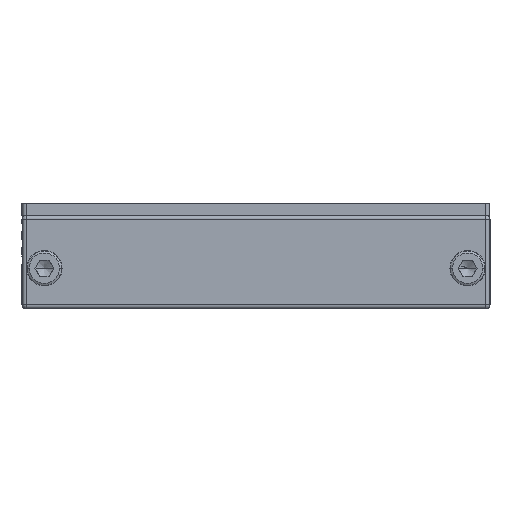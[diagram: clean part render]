
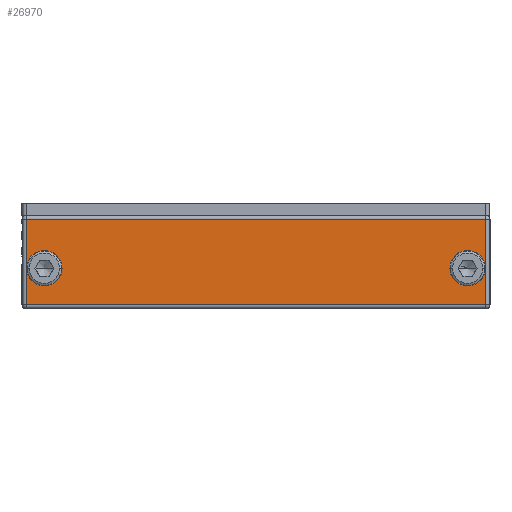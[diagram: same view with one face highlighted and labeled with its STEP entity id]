
A CAD part, left-side view. The second image highlights one B-rep face of the part: STEP entity #26970.
In plain terms, the highlighted planar face has unit normal (-1, 0, 0).
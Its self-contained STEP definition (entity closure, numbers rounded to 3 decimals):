
#26156=CARTESIAN_POINT('',(0.,-56.35,10.));
#26157=VERTEX_POINT('',#26156);
#26166=CARTESIAN_POINT('',(0.,-47.65,10.));
#26167=VERTEX_POINT('',#26166);
#26168=CARTESIAN_POINT('',(0.,-52.,10.));
#26169=DIRECTION('',(1.0,0.0,0.0));
#26170=DIRECTION('',(0.0,-1.0,0.0));
#26171=AXIS2_PLACEMENT_3D('',#26168,#26169,#26170);
#26172=CIRCLE('',#26171,4.35);
#26173=EDGE_CURVE('',#26167,#26157,#26172,.T.);
#26198=CARTESIAN_POINT('',(0.,47.65,10.));
#26199=VERTEX_POINT('',#26198);
#26208=CARTESIAN_POINT('',(0.,56.35,10.));
#26209=VERTEX_POINT('',#26208);
#26210=CARTESIAN_POINT('',(0.,52.,10.));
#26211=DIRECTION('',(1.0,0.0,0.0));
#26212=DIRECTION('',(0.0,-1.0,0.0));
#26213=AXIS2_PLACEMENT_3D('',#26210,#26211,#26212);
#26214=CIRCLE('',#26213,4.35);
#26215=EDGE_CURVE('',#26209,#26199,#26214,.T.);
#26600=CARTESIAN_POINT('',(0.,56.5,1.));
#26601=VERTEX_POINT('',#26600);
#26619=CARTESIAN_POINT('',(0.,-56.5,1.));
#26620=VERTEX_POINT('',#26619);
#26628=CARTESIAN_POINT('',(0.,-56.5,1.));
#26629=DIRECTION('',(0.0,1.0,0.0));
#26630=VECTOR('',#26629,113.);
#26631=LINE('',#26628,#26630);
#26632=EDGE_CURVE('',#26620,#26601,#26631,.T.);
#26659=CARTESIAN_POINT('',(0.,-56.5,22.));
#26660=VERTEX_POINT('',#26659);
#26668=CARTESIAN_POINT('',(0.,-56.5,22.));
#26669=DIRECTION('',(0.0,0.0,-1.0));
#26670=VECTOR('',#26669,21.);
#26671=LINE('',#26668,#26670);
#26672=EDGE_CURVE('',#26660,#26620,#26671,.T.);
#26699=CARTESIAN_POINT('',(0.,56.5,22.));
#26700=VERTEX_POINT('',#26699);
#26708=CARTESIAN_POINT('',(0.,56.5,22.));
#26709=DIRECTION('',(0.0,-1.0,0.0));
#26710=VECTOR('',#26709,113.);
#26711=LINE('',#26708,#26710);
#26712=EDGE_CURVE('',#26700,#26660,#26711,.T.);
#26763=CARTESIAN_POINT('',(0.,56.5,1.));
#26764=DIRECTION('',(0.0,0.0,1.0));
#26765=VECTOR('',#26764,21.);
#26766=LINE('',#26763,#26765);
#26767=EDGE_CURVE('',#26601,#26700,#26766,.T.);
#26939=CARTESIAN_POINT('',(0.,0.,11.5));
#26940=DIRECTION('',(-1.0,0.0,0.0));
#26941=DIRECTION('',(0.0,-1.0,0.0));
#26942=AXIS2_PLACEMENT_3D('',#26939,#26940,#26941);
#26943=PLANE('',#26942);
#26944=ORIENTED_EDGE('',*,*,#26632,.F.);
#26945=ORIENTED_EDGE('',*,*,#26672,.F.);
#26946=ORIENTED_EDGE('',*,*,#26712,.F.);
#26947=ORIENTED_EDGE('',*,*,#26767,.F.);
#26948=EDGE_LOOP('',(#26944,#26945,#26946,#26947));
#26949=FACE_OUTER_BOUND('',#26948,.T.);
#26950=CARTESIAN_POINT('',(0.,-52.,10.));
#26951=DIRECTION('',(1.0,0.0,0.0));
#26952=DIRECTION('',(0.0,-1.0,0.0));
#26953=AXIS2_PLACEMENT_3D('',#26950,#26951,#26952);
#26954=CIRCLE('',#26953,4.35);
#26955=EDGE_CURVE('',#26157,#26167,#26954,.T.);
#26956=ORIENTED_EDGE('',*,*,#26955,.T.);
#26957=ORIENTED_EDGE('',*,*,#26173,.T.);
#26958=EDGE_LOOP('',(#26956,#26957));
#26959=FACE_BOUND('',#26958,.T.);
#26960=CARTESIAN_POINT('',(0.,52.,10.));
#26961=DIRECTION('',(1.0,0.0,0.0));
#26962=DIRECTION('',(0.0,-1.0,0.0));
#26963=AXIS2_PLACEMENT_3D('',#26960,#26961,#26962);
#26964=CIRCLE('',#26963,4.35);
#26965=EDGE_CURVE('',#26199,#26209,#26964,.T.);
#26966=ORIENTED_EDGE('',*,*,#26965,.T.);
#26967=ORIENTED_EDGE('',*,*,#26215,.T.);
#26968=EDGE_LOOP('',(#26966,#26967));
#26969=FACE_BOUND('',#26968,.T.);
#26970=ADVANCED_FACE('',(#26949,#26959,#26969),#26943,.T.);
